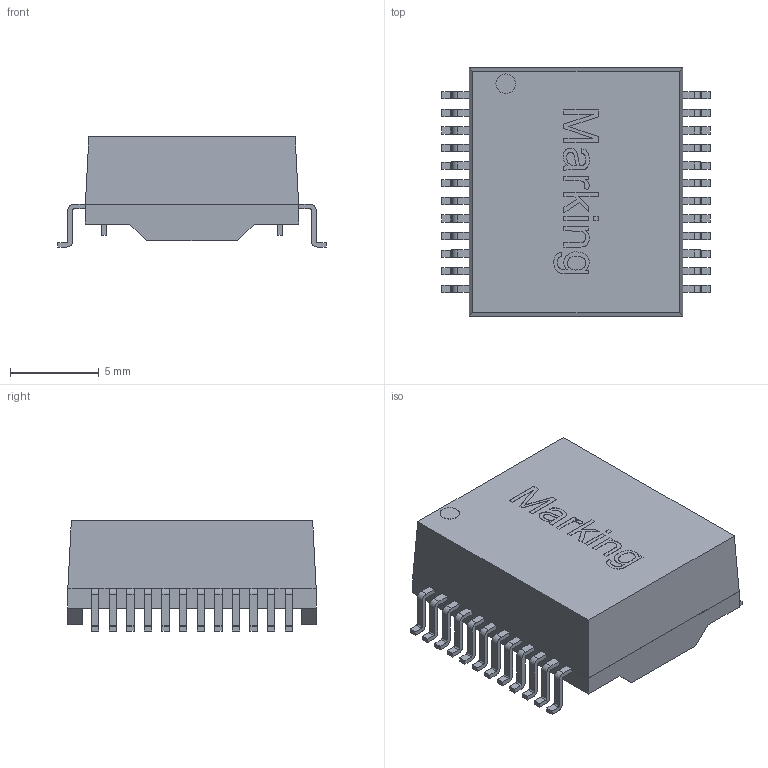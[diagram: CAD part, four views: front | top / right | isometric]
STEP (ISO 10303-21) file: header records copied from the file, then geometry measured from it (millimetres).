
FILE_DESCRIPTION(/* description */ ('Unknown'),/* implementation_level */ '2;1');
FILE_NAME(/* name */ 'T_Wurth_WE-LAN_749080010',/* time_stamp */ '2025-08-26T17:08:44+08:00',/* author */ ('Unknown'),/* organization */ ('Unknown'),/* preprocessor_version */ 'ST-DEVELOPER v19.4',/* originating_system */ 'Solid Edge',/* authorisation */ 'Unknown');
FILE_SCHEMA (('AUTOMOTIVE_DESIGN {1 0 10303 214 3 1 1}'));
Length unit declared in the file: millimetre
Products named in the file (2): T_Wurth_WE-LAN_749080010
Assembly tree (1 placements, depth 2):
  T_Wurth_WE-LAN_749080010
    T_Wurth_WE-LAN_749080010
Bounding box: 15.11 x 13.97 x 6.2 mm (x, y, z)
Volume: 329 mm3; surface area: 920.2 mm2
Topology: 1 solids, 1 shells, 530 faces, 1475 edges, 982 vertices
Faces by surface type: plane 417, cylinder 98, bspline 15
Full cylindrical faces by diameter (mm): 1.1 x1
Entity records: 21221 total; most frequent: CARTESIAN_POINT 3960, ORIENTED_EDGE 2946, DIRECTION 2575, EDGE_CURVE 1473, LINE 1153, VECTOR 1153, VERTEX_POINT 982, AXIS2_PLACEMENT_3D 711
